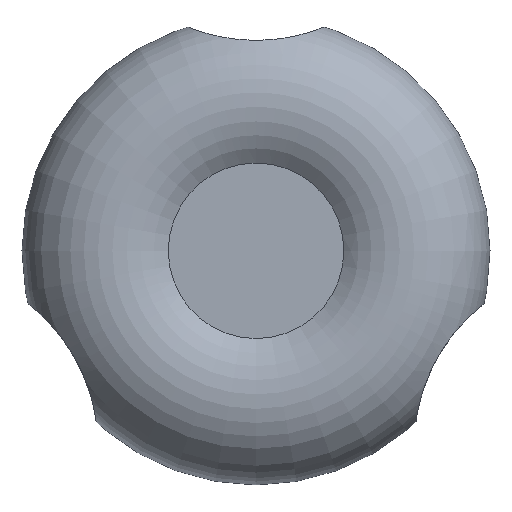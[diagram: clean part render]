
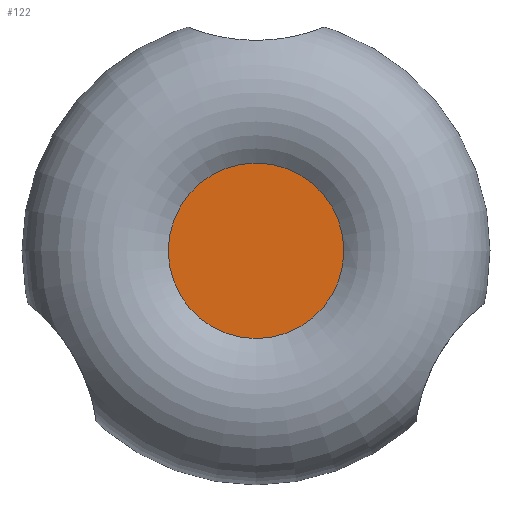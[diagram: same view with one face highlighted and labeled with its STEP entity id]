
A CAD part, top view. The second image highlights one B-rep face of the part: STEP entity #122.
In plain terms, the highlighted planar face has unit normal (0, 0, 1).
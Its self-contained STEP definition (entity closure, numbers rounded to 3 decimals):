
#122 = ADVANCED_FACE( '', ( #280 ), #281, .F. );
#280 = FACE_OUTER_BOUND( '', #482, .T. );
#281 = PLANE( '', #483 );
#482 = EDGE_LOOP( '', ( #775 ) );
#483 = AXIS2_PLACEMENT_3D( '', #776, #777, #778 );
#775 = ORIENTED_EDGE( '', *, *, #1223, .T. );
#776 = CARTESIAN_POINT( '', ( 0., 7.5, 26.088 ) );
#777 = DIRECTION( '', ( 0., 0., -1. ) );
#778 = DIRECTION( '', ( -1., 0., 0. ) );
#1223 = EDGE_CURVE( '', #1480, #1480, #1481, .T. );
#1480 = VERTEX_POINT( '', #2169 );
#1481 = CIRCLE( '', #2170, 7.5 );
#2169 = CARTESIAN_POINT( '', ( 7.5, 0., 26.088 ) );
#2170 = AXIS2_PLACEMENT_3D( '', #2635, #2636, #2637 );
#2635 = CARTESIAN_POINT( '', ( 0., 0., 26.088 ) );
#2636 = DIRECTION( '', ( 0., 0., 1. ) );
#2637 = DIRECTION( '', ( 1., 0., 0. ) );
